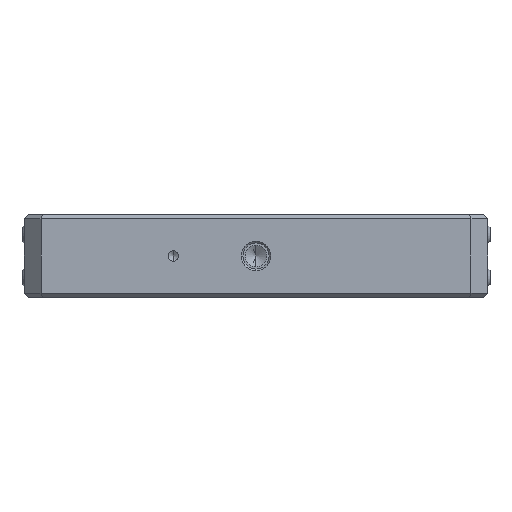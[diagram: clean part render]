
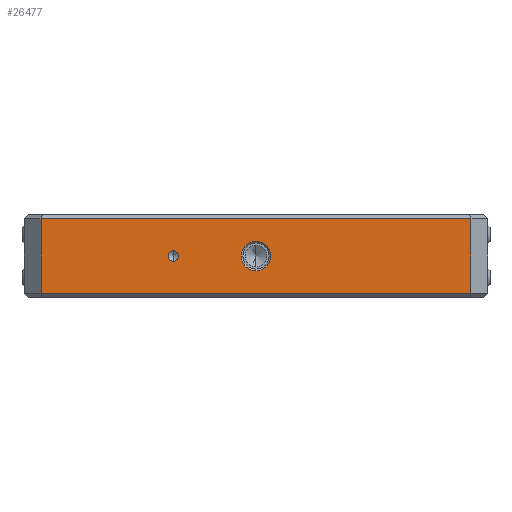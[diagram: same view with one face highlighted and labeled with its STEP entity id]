
A CAD part, front view. The second image highlights one B-rep face of the part: STEP entity #26477.
In plain terms, the highlighted planar face has unit normal (0, -1, 0).
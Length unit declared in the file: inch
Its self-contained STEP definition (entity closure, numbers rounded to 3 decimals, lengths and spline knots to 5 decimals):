
#116 = ORIENTED_EDGE ( 'NONE', *, *, #174, .F. ) ;
#132 = VECTOR ( 'NONE', #15013, 39.37008 ) ;
#174 = EDGE_CURVE ( 'NONE', #3340, #7977, #6153, .T. ) ;
#1229 = VERTEX_POINT ( 'NONE', #18106 ) ;
#1287 = FACE_BOUND ( 'NONE', #25730, .T. ) ;
#1326 = DIRECTION ( 'NONE',  ( -1., 0., 0. ) ) ;
#1534 = LINE ( 'NONE', #22262, #15923 ) ;
#1554 = VERTEX_POINT ( 'NONE', #23689 ) ;
#1612 = CARTESIAN_POINT ( 'NONE',  ( -1.3, -1.4, 0.225 ) ) ;
#1828 = ORIENTED_EDGE ( 'NONE', *, *, #25367, .F. ) ;
#2191 = DIRECTION ( 'NONE',  ( 0., 1., 0. ) ) ;
#2220 = CARTESIAN_POINT ( 'NONE',  ( -0.5, -1.4, -0.03125 ) ) ;
#2611 = CIRCLE ( 'NONE', #13409, 0.08874 ) ;
#2754 = PLANE ( 'NONE',  #11774 ) ;
#2951 = DIRECTION ( 'NONE',  ( -1., 0., 0. ) ) ;
#3175 = VERTEX_POINT ( 'NONE', #15847 ) ;
#3240 = DIRECTION ( 'NONE',  ( 0., 1., 0. ) ) ;
#3340 = VERTEX_POINT ( 'NONE', #21213 ) ;
#3480 = LINE ( 'NONE', #28452, #25205 ) ;
#3905 = EDGE_LOOP ( 'NONE', ( #7137, #10694 ) ) ;
#4405 = CARTESIAN_POINT ( 'NONE',  ( -0.5, -1.4, 0. ) ) ;
#5187 = AXIS2_PLACEMENT_3D ( 'NONE', #15672, #26715, #17761 ) ;
#5662 = CIRCLE ( 'NONE', #12426, 0.08874 ) ;
#6153 = LINE ( 'NONE', #19450, #132 ) ;
#7137 = ORIENTED_EDGE ( 'NONE', *, *, #24763, .T. ) ;
#7977 = VERTEX_POINT ( 'NONE', #18411 ) ;
#8851 = LINE ( 'NONE', #27813, #18640 ) ;
#9110 = VERTEX_POINT ( 'NONE', #2220 ) ;
#10559 = EDGE_CURVE ( 'NONE', #3340, #24807, #8851, .T. ) ;
#10694 = ORIENTED_EDGE ( 'NONE', *, *, #10850, .T. ) ;
#10850 = EDGE_CURVE ( 'NONE', #3175, #1554, #5662, .T. ) ;
#11335 = DIRECTION ( 'NONE',  ( 0., 0., -1. ) ) ;
#11774 = AXIS2_PLACEMENT_3D ( 'NONE', #23312, #3240, #2951 ) ;
#12178 = EDGE_CURVE ( 'NONE', #24807, #1229, #1534, .T. ) ;
#12426 = AXIS2_PLACEMENT_3D ( 'NONE', #15589, #2191, #15286 ) ;
#12883 = ORIENTED_EDGE ( 'NONE', *, *, #10559, .T. ) ;
#13242 = EDGE_CURVE ( 'NONE', #1229, #7977, #3480, .T. ) ;
#13409 = AXIS2_PLACEMENT_3D ( 'NONE', #21708, #14731, #1326 ) ;
#13924 = FACE_OUTER_BOUND ( 'NONE', #17016, .T. ) ;
#13986 = VERTEX_POINT ( 'NONE', #15996 ) ;
#14426 = DIRECTION ( 'NONE',  ( -1., 0., 0. ) ) ;
#14578 = CIRCLE ( 'NONE', #22383, 0.03125 ) ;
#14731 = DIRECTION ( 'NONE',  ( 0., 1., 0. ) ) ;
#14972 = DIRECTION ( 'NONE',  ( 1., 0., 0. ) ) ;
#15013 = DIRECTION ( 'NONE',  ( 0., 0., -1. ) ) ;
#15286 = DIRECTION ( 'NONE',  ( -1., 0., 0. ) ) ;
#15589 = CARTESIAN_POINT ( 'NONE',  ( 0., -1.4, 0. ) ) ;
#15672 = CARTESIAN_POINT ( 'NONE',  ( -0.5, -1.4, 0. ) ) ;
#15847 = CARTESIAN_POINT ( 'NONE',  ( 0., -1.4, 0.08874 ) ) ;
#15923 = VECTOR ( 'NONE', #19921, 39.37008 ) ;
#15996 = CARTESIAN_POINT ( 'NONE',  ( -0.5, -1.4, 0.03125 ) ) ;
#17016 = EDGE_LOOP ( 'NONE', ( #19167, #25080, #116, #12883 ) ) ;
#17761 = DIRECTION ( 'NONE',  ( 0., 0., -1. ) ) ;
#18106 = CARTESIAN_POINT ( 'NONE',  ( -1.3, -1.4, -0.225 ) ) ;
#18125 = FACE_BOUND ( 'NONE', #3905, .T. ) ;
#18411 = CARTESIAN_POINT ( 'NONE',  ( 1.3, -1.4, -0.225 ) ) ;
#18640 = VECTOR ( 'NONE', #14426, 39.37008 ) ;
#19167 = ORIENTED_EDGE ( 'NONE', *, *, #12178, .T. ) ;
#19450 = CARTESIAN_POINT ( 'NONE',  ( 1.3, -1.4, 0.25 ) ) ;
#19921 = DIRECTION ( 'NONE',  ( 0., 0., -1. ) ) ;
#19959 = EDGE_CURVE ( 'NONE', #13986, #9110, #14578, .T. ) ;
#21213 = CARTESIAN_POINT ( 'NONE',  ( 1.3, -1.4, 0.225 ) ) ;
#21708 = CARTESIAN_POINT ( 'NONE',  ( 0., -1.4, 0. ) ) ;
#22262 = CARTESIAN_POINT ( 'NONE',  ( -1.3, -1.4, 0.25 ) ) ;
#22383 = AXIS2_PLACEMENT_3D ( 'NONE', #4405, #24755, #11335 ) ;
#22578 = ORIENTED_EDGE ( 'NONE', *, *, #19959, .F. ) ;
#23312 = CARTESIAN_POINT ( 'NONE',  ( 0., -1.4, 0.25 ) ) ;
#23689 = CARTESIAN_POINT ( 'NONE',  ( 0., -1.4, -0.08874 ) ) ;
#24755 = DIRECTION ( 'NONE',  ( 0., -1., 0. ) ) ;
#24763 = EDGE_CURVE ( 'NONE', #1554, #3175, #2611, .T. ) ;
#24807 = VERTEX_POINT ( 'NONE', #1612 ) ;
#25080 = ORIENTED_EDGE ( 'NONE', *, *, #13242, .T. ) ;
#25205 = VECTOR ( 'NONE', #14972, 39.37008 ) ;
#25367 = EDGE_CURVE ( 'NONE', #9110, #13986, #28843, .T. ) ;
#25730 = EDGE_LOOP ( 'NONE', ( #1828, #22578 ) ) ;
#26477 = ADVANCED_FACE ( 'NONE', ( #1287, #18125, #13924 ), #2754, .F. ) ;
#26715 = DIRECTION ( 'NONE',  ( 0., -1., 0. ) ) ;
#27813 = CARTESIAN_POINT ( 'NONE',  ( -1.3, -1.4, 0.225 ) ) ;
#28452 = CARTESIAN_POINT ( 'NONE',  ( 0., -1.4, -0.225 ) ) ;
#28843 = CIRCLE ( 'NONE', #5187, 0.03125 ) ;
